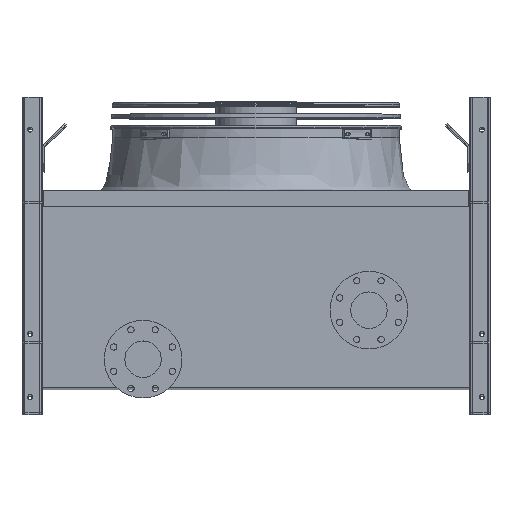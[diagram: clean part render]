
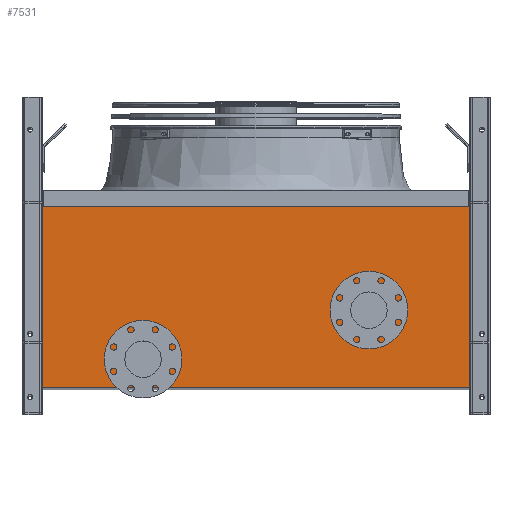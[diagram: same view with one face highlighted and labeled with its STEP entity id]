
A CAD part, top view. The second image highlights one B-rep face of the part: STEP entity #7531.
In plain terms, the highlighted planar face has unit normal (0, 0, 1).
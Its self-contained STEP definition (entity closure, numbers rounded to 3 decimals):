
#141 = EDGE_CURVE ( 'NONE', #3580, #15028, #7446, .T. ) ;
#375 = EDGE_CURVE ( 'NONE', #17386, #17386, #18385, .T. ) ;
#475 = DIRECTION ( 'NONE',  ( 1., 0., 0. ) ) ;
#705 = EDGE_CURVE ( 'NONE', #14488, #3580, #5919, .T. ) ;
#865 = EDGE_CURVE ( 'NONE', #12986, #12986, #18373, .T. ) ;
#1250 = CARTESIAN_POINT ( 'NONE',  ( -605., 515., 240. ) ) ;
#1293 = CARTESIAN_POINT ( 'NONE',  ( 605., 0., 240. ) ) ;
#1785 = DIRECTION ( 'NONE',  ( 0., 0., -1. ) ) ;
#1810 = VERTEX_POINT ( 'NONE', #9301 ) ;
#1871 = PLANE ( 'NONE',  #15776 ) ;
#2444 = CARTESIAN_POINT ( 'NONE',  ( -605., 0., 240. ) ) ;
#2718 = AXIS2_PLACEMENT_3D ( 'NONE', #5227, #15415, #6651 ) ;
#3018 = ORIENTED_EDGE ( 'NONE', *, *, #375, .F. ) ;
#3175 = VECTOR ( 'NONE', #12937, 1000. ) ;
#3297 = CARTESIAN_POINT ( 'NONE',  ( 605., 515., 240. ) ) ;
#3580 = VERTEX_POINT ( 'NONE', #3297 ) ;
#3784 = FACE_BOUND ( 'NONE', #8092, .T. ) ;
#4640 = CARTESIAN_POINT ( 'NONE',  ( 605., 515., 240. ) ) ;
#5201 = EDGE_CURVE ( 'NONE', #1810, #14488, #9059, .T. ) ;
#5227 = CARTESIAN_POINT ( 'NONE',  ( 320., 220., 240. ) ) ;
#5397 = ORIENTED_EDGE ( 'NONE', *, *, #5201, .T. ) ;
#5512 = DIRECTION ( 'NONE',  ( 0., 1., 0. ) ) ;
#5919 = LINE ( 'NONE', #1293, #16925 ) ;
#6276 = EDGE_CURVE ( 'NONE', #15028, #1810, #15172, .T. ) ;
#6377 = VECTOR ( 'NONE', #8948, 1000. ) ;
#6651 = DIRECTION ( 'NONE',  ( 1., 0., 0. ) ) ;
#7446 = LINE ( 'NONE', #4640, #6377 ) ;
#7531 = ADVANCED_FACE ( 'NONE', ( #18036, #10664, #3784 ), #1871, .T. ) ;
#7856 = EDGE_LOOP ( 'NONE', ( #12423 ) ) ;
#8092 = EDGE_LOOP ( 'NONE', ( #3018 ) ) ;
#8302 = CARTESIAN_POINT ( 'NONE',  ( -605., 515., 240. ) ) ;
#8948 = DIRECTION ( 'NONE',  ( -1., 0., 0. ) ) ;
#9059 = LINE ( 'NONE', #2444, #16230 ) ;
#9083 = DIRECTION ( 'NONE',  ( 0., 0., 1. ) ) ;
#9301 = CARTESIAN_POINT ( 'NONE',  ( -605., 0., 240. ) ) ;
#9804 = ORIENTED_EDGE ( 'NONE', *, *, #705, .T. ) ;
#10476 = CARTESIAN_POINT ( 'NONE',  ( -320., 81., 240. ) ) ;
#10664 = FACE_OUTER_BOUND ( 'NONE', #12080, .T. ) ;
#11627 = CARTESIAN_POINT ( 'NONE',  ( -320., 135., 240. ) ) ;
#11979 = DIRECTION ( 'NONE',  ( 0., 1., 0. ) ) ;
#12078 = CARTESIAN_POINT ( 'NONE',  ( 0., 0., 240. ) ) ;
#12080 = EDGE_LOOP ( 'NONE', ( #16045, #5397, #9804, #17719 ) ) ;
#12423 = ORIENTED_EDGE ( 'NONE', *, *, #865, .T. ) ;
#12937 = DIRECTION ( 'NONE',  ( 0., -1., 0. ) ) ;
#12986 = VERTEX_POINT ( 'NONE', #11627 ) ;
#13087 = CARTESIAN_POINT ( 'NONE',  ( 374., 220., 240. ) ) ;
#14006 = DIRECTION ( 'NONE',  ( 1., 0., 0. ) ) ;
#14488 = VERTEX_POINT ( 'NONE', #15132 ) ;
#15028 = VERTEX_POINT ( 'NONE', #1250 ) ;
#15132 = CARTESIAN_POINT ( 'NONE',  ( 605., 0., 240. ) ) ;
#15172 = LINE ( 'NONE', #8302, #3175 ) ;
#15415 = DIRECTION ( 'NONE',  ( 0., 0., 1. ) ) ;
#15776 = AXIS2_PLACEMENT_3D ( 'NONE', #12078, #9083, #475 ) ;
#16045 = ORIENTED_EDGE ( 'NONE', *, *, #6276, .T. ) ;
#16230 = VECTOR ( 'NONE', #14006, 1000. ) ;
#16883 = AXIS2_PLACEMENT_3D ( 'NONE', #10476, #1785, #11979 ) ;
#16925 = VECTOR ( 'NONE', #5512, 1000. ) ;
#17386 = VERTEX_POINT ( 'NONE', #13087 ) ;
#17719 = ORIENTED_EDGE ( 'NONE', *, *, #141, .T. ) ;
#18036 = FACE_BOUND ( 'NONE', #7856, .T. ) ;
#18373 = CIRCLE ( 'NONE', #16883, 54. ) ;
#18385 = CIRCLE ( 'NONE', #2718, 54. ) ;
